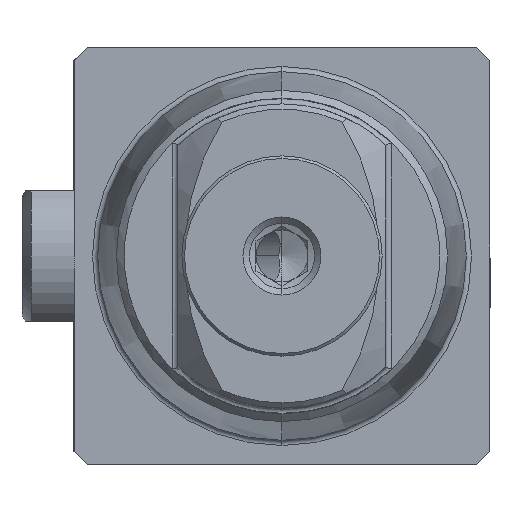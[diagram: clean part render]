
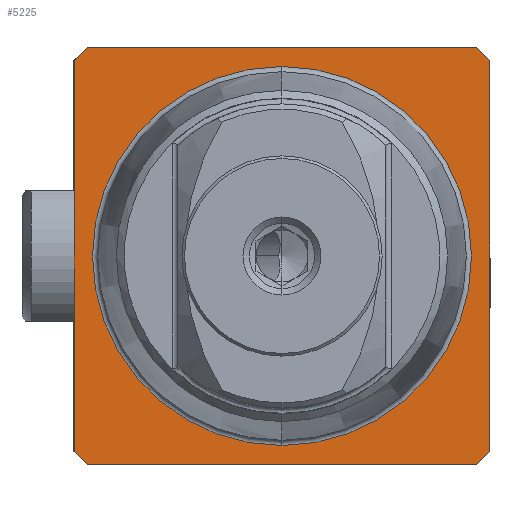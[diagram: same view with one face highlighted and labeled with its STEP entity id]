
A CAD part, left-side view. The second image highlights one B-rep face of the part: STEP entity #5225.
In plain terms, the highlighted planar face has unit normal (-1, 0, 0).
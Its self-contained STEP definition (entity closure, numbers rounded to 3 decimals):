
#36 = DIRECTION ( 'NONE',  ( 0., -0.707, -0.707 ) ) ;
#57 = ORIENTED_EDGE ( 'NONE', *, *, #8634, .T. ) ;
#108 = VERTEX_POINT ( 'NONE', #6129 ) ;
#131 = VERTEX_POINT ( 'NONE', #7729 ) ;
#174 = VECTOR ( 'NONE', #5881, 1000. ) ;
#201 = CARTESIAN_POINT ( 'NONE',  ( 0., -8., -7.5 ) ) ;
#202 = CARTESIAN_POINT ( 'NONE',  ( 0., 0., 7.287 ) ) ;
#267 = EDGE_LOOP ( 'NONE', ( #5263, #3556 ) ) ;
#374 = DIRECTION ( 'NONE',  ( -1., 0., 0. ) ) ;
#389 = CARTESIAN_POINT ( 'NONE',  ( 0., 7.5, 8. ) ) ;
#668 = LINE ( 'NONE', #4067, #6710 ) ;
#944 = DIRECTION ( 'NONE',  ( 0., 0., 1. ) ) ;
#990 = ORIENTED_EDGE ( 'NONE', *, *, #7518, .F. ) ;
#1134 = FACE_BOUND ( 'NONE', #267, .T. ) ;
#1283 = ORIENTED_EDGE ( 'NONE', *, *, #8171, .T. ) ;
#1322 = AXIS2_PLACEMENT_3D ( 'NONE', #3324, #3991, #2466 ) ;
#1591 = LINE ( 'NONE', #7597, #7709 ) ;
#1599 = ORIENTED_EDGE ( 'NONE', *, *, #2285, .T. ) ;
#1646 = VERTEX_POINT ( 'NONE', #7318 ) ;
#1727 = VERTEX_POINT ( 'NONE', #3268 ) ;
#1810 = VECTOR ( 'NONE', #8325, 1000. ) ;
#1988 = LINE ( 'NONE', #3489, #3866 ) ;
#2041 = PLANE ( 'NONE',  #6707 ) ;
#2168 = ORIENTED_EDGE ( 'NONE', *, *, #5314, .T. ) ;
#2284 = DIRECTION ( 'NONE',  ( 0., 0., 1. ) ) ;
#2285 = EDGE_CURVE ( 'NONE', #108, #1646, #6829, .T. ) ;
#2306 = CIRCLE ( 'NONE', #7414, 7.287 ) ;
#2379 = CARTESIAN_POINT ( 'NONE',  ( 0., -7.5, 8. ) ) ;
#2396 = VERTEX_POINT ( 'NONE', #389 ) ;
#2452 = VECTOR ( 'NONE', #6078, 1000. ) ;
#2466 = DIRECTION ( 'NONE',  ( 0., 0., 1. ) ) ;
#2645 = CARTESIAN_POINT ( 'NONE',  ( 0., 8., -7.5 ) ) ;
#2713 = CARTESIAN_POINT ( 'NONE',  ( 0., 8., 7.5 ) ) ;
#2810 = VECTOR ( 'NONE', #8216, 1000. ) ;
#3122 = LINE ( 'NONE', #7079, #5772 ) ;
#3268 = CARTESIAN_POINT ( 'NONE',  ( 0., -8., 7.5 ) ) ;
#3324 = CARTESIAN_POINT ( 'NONE',  ( 0., 0., 0. ) ) ;
#3369 = LINE ( 'NONE', #6167, #2810 ) ;
#3402 = CARTESIAN_POINT ( 'NONE',  ( 0., 7.287, -8. ) ) ;
#3489 = CARTESIAN_POINT ( 'NONE',  ( 0., 8., -7.5 ) ) ;
#3556 = ORIENTED_EDGE ( 'NONE', *, *, #5177, .F. ) ;
#3559 = LINE ( 'NONE', #201, #1810 ) ;
#3866 = VECTOR ( 'NONE', #36, 1000. ) ;
#3991 = DIRECTION ( 'NONE',  ( -1., 0., 0. ) ) ;
#4067 = CARTESIAN_POINT ( 'NONE',  ( 0., 7.287, 8. ) ) ;
#4596 = EDGE_CURVE ( 'NONE', #1727, #8009, #7846, .T. ) ;
#4692 = FACE_OUTER_BOUND ( 'NONE', #4814, .T. ) ;
#4814 = EDGE_LOOP ( 'NONE', ( #2168, #6043, #57, #1283, #990, #6389, #1599, #7254 ) ) ;
#4955 = CARTESIAN_POINT ( 'NONE',  ( 0., -8., -7.5 ) ) ;
#5063 = CARTESIAN_POINT ( 'NONE',  ( 0., 0., 0. ) ) ;
#5081 = EDGE_CURVE ( 'NONE', #7393, #131, #2306, .T. ) ;
#5161 = CARTESIAN_POINT ( 'NONE',  ( 0., 7.287, 0. ) ) ;
#5177 = EDGE_CURVE ( 'NONE', #131, #7393, #8407, .T. ) ;
#5213 = VERTEX_POINT ( 'NONE', #2713 ) ;
#5225 = ADVANCED_FACE ( 'NONE', ( #1134, #4692 ), #2041, .F. ) ;
#5263 = ORIENTED_EDGE ( 'NONE', *, *, #5081, .F. ) ;
#5314 = EDGE_CURVE ( 'NONE', #8250, #1727, #1591, .T. ) ;
#5772 = VECTOR ( 'NONE', #2284, 1000. ) ;
#5881 = DIRECTION ( 'NONE',  ( 0., 0.707, 0.707 ) ) ;
#6043 = ORIENTED_EDGE ( 'NONE', *, *, #4596, .T. ) ;
#6078 = DIRECTION ( 'NONE',  ( 0., -1., 0. ) ) ;
#6129 = CARTESIAN_POINT ( 'NONE',  ( 0., 7.5, -8. ) ) ;
#6167 = CARTESIAN_POINT ( 'NONE',  ( 0., 8., 7.5 ) ) ;
#6270 = EDGE_CURVE ( 'NONE', #1646, #8250, #3559, .T. ) ;
#6389 = ORIENTED_EDGE ( 'NONE', *, *, #8664, .T. ) ;
#6508 = VERTEX_POINT ( 'NONE', #2645 ) ;
#6707 = AXIS2_PLACEMENT_3D ( 'NONE', #5161, #7502, #6749 ) ;
#6710 = VECTOR ( 'NONE', #7536, 1000. ) ;
#6749 = DIRECTION ( 'NONE',  ( 0., 0., -1. ) ) ;
#6829 = LINE ( 'NONE', #3402, #2452 ) ;
#7079 = CARTESIAN_POINT ( 'NONE',  ( 0., 8., 0. ) ) ;
#7254 = ORIENTED_EDGE ( 'NONE', *, *, #6270, .T. ) ;
#7318 = CARTESIAN_POINT ( 'NONE',  ( 0., -7.5, -8. ) ) ;
#7393 = VERTEX_POINT ( 'NONE', #202 ) ;
#7414 = AXIS2_PLACEMENT_3D ( 'NONE', #5063, #374, #944 ) ;
#7502 = DIRECTION ( 'NONE',  ( 1., 0., 0. ) ) ;
#7518 = EDGE_CURVE ( 'NONE', #6508, #5213, #3122, .T. ) ;
#7536 = DIRECTION ( 'NONE',  ( 0., 1., 0. ) ) ;
#7597 = CARTESIAN_POINT ( 'NONE',  ( 0., -8., 0. ) ) ;
#7709 = VECTOR ( 'NONE', #8305, 1000. ) ;
#7729 = CARTESIAN_POINT ( 'NONE',  ( 0., 0., -7.287 ) ) ;
#7846 = LINE ( 'NONE', #2379, #174 ) ;
#8009 = VERTEX_POINT ( 'NONE', #8088 ) ;
#8088 = CARTESIAN_POINT ( 'NONE',  ( 0., -7.5, 8. ) ) ;
#8171 = EDGE_CURVE ( 'NONE', #2396, #5213, #3369, .T. ) ;
#8216 = DIRECTION ( 'NONE',  ( 0., 0.707, -0.707 ) ) ;
#8250 = VERTEX_POINT ( 'NONE', #4955 ) ;
#8305 = DIRECTION ( 'NONE',  ( 0., 0., 1. ) ) ;
#8325 = DIRECTION ( 'NONE',  ( 0., -0.707, 0.707 ) ) ;
#8407 = CIRCLE ( 'NONE', #1322, 7.287 ) ;
#8634 = EDGE_CURVE ( 'NONE', #8009, #2396, #668, .T. ) ;
#8664 = EDGE_CURVE ( 'NONE', #6508, #108, #1988, .T. ) ;
